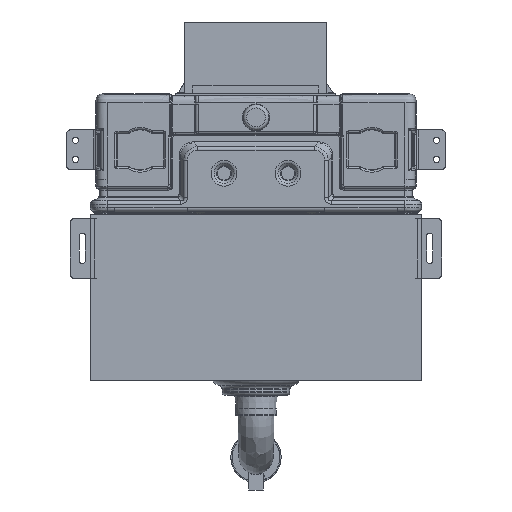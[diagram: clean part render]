
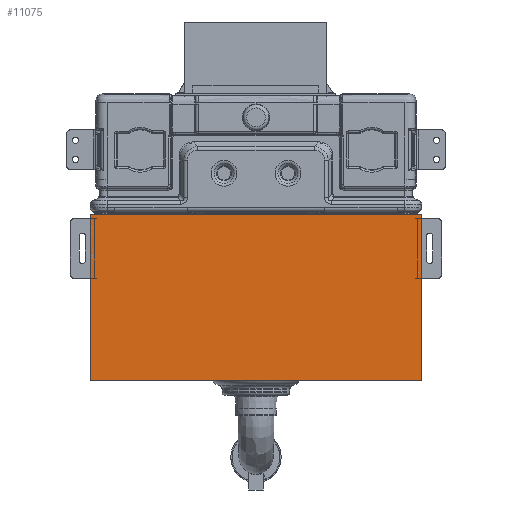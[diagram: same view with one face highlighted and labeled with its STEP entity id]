
A CAD part, left-side view. The second image highlights one B-rep face of the part: STEP entity #11075.
In plain terms, the highlighted planar face has unit normal (-1, 0, 0).
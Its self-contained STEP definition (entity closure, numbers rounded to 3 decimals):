
#1601=ORIENTED_EDGE('',*,*,#4832,.T.);
#1602=ORIENTED_EDGE('',*,*,#4833,.F.);
#1603=ORIENTED_EDGE('',*,*,#4834,.F.);
#1604=ORIENTED_EDGE('',*,*,#4830,.T.);
#4830=EDGE_CURVE('',#6685,#6684,#7874,.T.);
#4832=EDGE_CURVE('',#6684,#6686,#7876,.T.);
#4833=EDGE_CURVE('',#6687,#6686,#7877,.T.);
#4834=EDGE_CURVE('',#6685,#6687,#7878,.T.);
#6684=VERTEX_POINT('',#16122);
#6685=VERTEX_POINT('',#16124);
#6686=VERTEX_POINT('',#16128);
#6687=VERTEX_POINT('',#16130);
#7874=LINE('',#16123,#8662);
#7876=LINE('',#16127,#8664);
#7877=LINE('',#16129,#8665);
#7878=LINE('',#16131,#8666);
#8662=VECTOR('',#12999,1000.);
#8664=VECTOR('',#13003,1000.);
#8665=VECTOR('',#13004,1000.);
#8666=VECTOR('',#13005,1000.);
#9447=EDGE_LOOP('',(#1601,#1602,#1603,#1604));
#10166=FACE_BOUND('',#9447,.T.);
#10885=PLANE('',#11824);
#11075=ADVANCED_FACE('',(#10166),#10885,.F.);
#11824=AXIS2_PLACEMENT_3D('',#16126,#13001,#13002);
#12999=DIRECTION('',(0.,0.,-1.));
#13001=DIRECTION('',(1.,0.,0.));
#13002=DIRECTION('',(0.,1.,0.));
#13003=DIRECTION('',(0.,-1.,0.));
#13004=DIRECTION('',(0.,0.,-1.));
#13005=DIRECTION('',(0.,-1.,0.));
#16122=CARTESIAN_POINT('',(-70.,207.5,-10.));
#16123=CARTESIAN_POINT('',(-70.,207.5,198.));
#16124=CARTESIAN_POINT('',(-70.,207.5,198.));
#16126=CARTESIAN_POINT('',(-70.,207.5,198.));
#16127=CARTESIAN_POINT('',(-70.,207.5,-10.));
#16128=CARTESIAN_POINT('',(-70.,-207.5,-10.));
#16129=CARTESIAN_POINT('',(-70.,-207.5,198.));
#16130=CARTESIAN_POINT('',(-70.,-207.5,198.));
#16131=CARTESIAN_POINT('',(-70.,207.5,198.));
